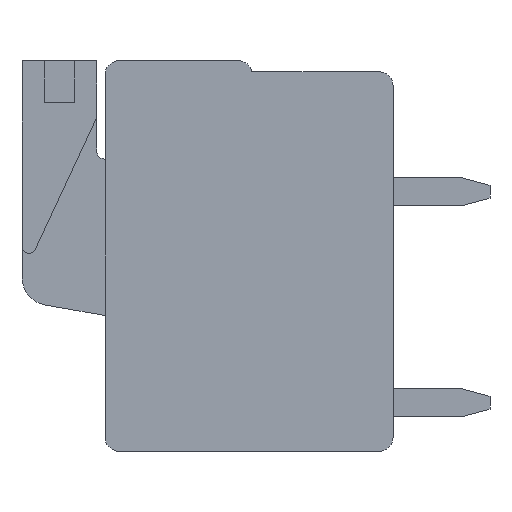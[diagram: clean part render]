
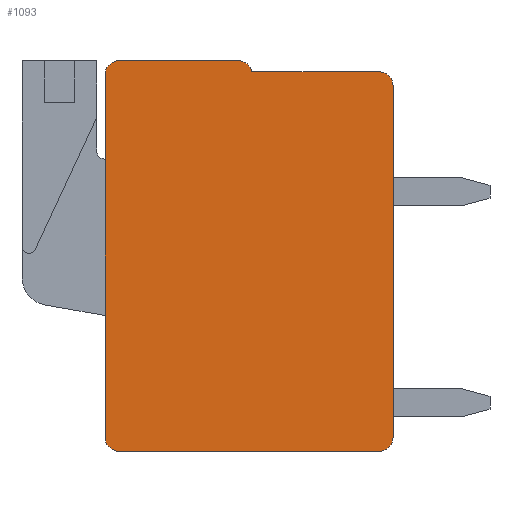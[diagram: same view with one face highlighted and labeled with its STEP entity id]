
A CAD part, left-side view. The second image highlights one B-rep face of the part: STEP entity #1093.
In plain terms, the highlighted planar face has unit normal (-1, 0, 0).
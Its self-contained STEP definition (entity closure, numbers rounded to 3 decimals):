
#551 = VECTOR ( 'NONE', #11301, 1000. ) ;
#556 = CARTESIAN_POINT ( 'NONE',  ( 0., 0.5, -13.6 ) ) ;
#1055 = DIRECTION ( 'NONE',  ( 0., 0., -1. ) ) ;
#1093 = ADVANCED_FACE ( 'NONE', ( #8462 ), #10284, .F. ) ;
#1300 = EDGE_LOOP ( 'NONE', ( #6660, #9553, #4743, #11340, #6184, #5516, #3536, #12132, #7973, #9901 ) ) ;
#1456 = LINE ( 'NONE', #8598, #5905 ) ;
#1503 = AXIS2_PLACEMENT_3D ( 'NONE', #2619, #10077, #6374 ) ;
#1665 = VERTEX_POINT ( 'NONE', #5051 ) ;
#2028 = VERTEX_POINT ( 'NONE', #9786 ) ;
#2570 = AXIS2_PLACEMENT_3D ( 'NONE', #556, #10956, #8029 ) ;
#2619 = CARTESIAN_POINT ( 'NONE',  ( 0., 0.5, -0.9 ) ) ;
#2719 = VERTEX_POINT ( 'NONE', #9680 ) ;
#2826 = CARTESIAN_POINT ( 'NONE',  ( 0., 0., 0. ) ) ;
#2918 = EDGE_CURVE ( 'NONE', #6870, #5113, #9055, .T. ) ;
#3049 = CARTESIAN_POINT ( 'NONE',  ( 0., 9.9, -13.6 ) ) ;
#3081 = DIRECTION ( 'NONE',  ( -1., 0., 0. ) ) ;
#3414 = DIRECTION ( 'NONE',  ( 0., 1., 0. ) ) ;
#3477 = DIRECTION ( 'NONE',  ( 0., -1., 0. ) ) ;
#3536 = ORIENTED_EDGE ( 'NONE', *, *, #11296, .F. ) ;
#3564 = DIRECTION ( 'NONE',  ( 0., 0., -1. ) ) ;
#3701 = CIRCLE ( 'NONE', #3902, 0.5 ) ;
#3736 = DIRECTION ( 'NONE',  ( 1., 0., 0. ) ) ;
#3902 = AXIS2_PLACEMENT_3D ( 'NONE', #9991, #5445, #3564 ) ;
#3986 = CARTESIAN_POINT ( 'NONE',  ( 0., 0.5, -14.1 ) ) ;
#4008 = CIRCLE ( 'NONE', #4753, 0.5 ) ;
#4352 = EDGE_CURVE ( 'NONE', #2028, #6870, #11640, .T. ) ;
#4424 = LINE ( 'NONE', #6522, #551 ) ;
#4504 = VERTEX_POINT ( 'NONE', #9955 ) ;
#4682 = AXIS2_PLACEMENT_3D ( 'NONE', #8732, #3081, #10615 ) ;
#4743 = ORIENTED_EDGE ( 'NONE', *, *, #9326, .F. ) ;
#4753 = AXIS2_PLACEMENT_3D ( 'NONE', #3049, #9590, #1055 ) ;
#5051 = CARTESIAN_POINT ( 'NONE',  ( 0., 5.59, 0. ) ) ;
#5066 = VERTEX_POINT ( 'NONE', #7393 ) ;
#5113 = VERTEX_POINT ( 'NONE', #9942 ) ;
#5409 = CIRCLE ( 'NONE', #2570, 0.5 ) ;
#5445 = DIRECTION ( 'NONE',  ( -1., 0., 0. ) ) ;
#5484 = CARTESIAN_POINT ( 'NONE',  ( 0., 0., -0.4 ) ) ;
#5516 = ORIENTED_EDGE ( 'NONE', *, *, #11313, .T. ) ;
#5711 = EDGE_CURVE ( 'NONE', #9443, #6305, #5409, .T. ) ;
#5905 = VECTOR ( 'NONE', #7514, 1000. ) ;
#6184 = ORIENTED_EDGE ( 'NONE', *, *, #11963, .F. ) ;
#6305 = VERTEX_POINT ( 'NONE', #6793 ) ;
#6359 = LINE ( 'NONE', #5484, #6498 ) ;
#6374 = DIRECTION ( 'NONE',  ( 0., 0., -1. ) ) ;
#6498 = VECTOR ( 'NONE', #3477, 1000. ) ;
#6522 = CARTESIAN_POINT ( 'NONE',  ( 0., 0., 0. ) ) ;
#6530 = DIRECTION ( 'NONE',  ( 0., 0., -1. ) ) ;
#6552 = VERTEX_POINT ( 'NONE', #8183 ) ;
#6575 = EDGE_CURVE ( 'NONE', #1665, #2028, #9672, .T. ) ;
#6660 = ORIENTED_EDGE ( 'NONE', *, *, #2918, .T. ) ;
#6793 = CARTESIAN_POINT ( 'NONE',  ( 0., 0., -13.6 ) ) ;
#6870 = VERTEX_POINT ( 'NONE', #11408 ) ;
#7323 = CARTESIAN_POINT ( 'NONE',  ( 0., 0., 0. ) ) ;
#7393 = CARTESIAN_POINT ( 'NONE',  ( 0., 0.5, -0.4 ) ) ;
#7514 = DIRECTION ( 'NONE',  ( 0., 1., 0. ) ) ;
#7914 = VECTOR ( 'NONE', #3414, 1000. ) ;
#7973 = ORIENTED_EDGE ( 'NONE', *, *, #6575, .T. ) ;
#8029 = DIRECTION ( 'NONE',  ( 0., 0., -1. ) ) ;
#8183 = CARTESIAN_POINT ( 'NONE',  ( 0., 5.1, -0.4 ) ) ;
#8456 = CARTESIAN_POINT ( 'NONE',  ( 0., 10.4, 0. ) ) ;
#8462 = FACE_OUTER_BOUND ( 'NONE', #1300, .T. ) ;
#8598 = CARTESIAN_POINT ( 'NONE',  ( 0., 0., -14.1 ) ) ;
#8732 = CARTESIAN_POINT ( 'NONE',  ( 0., 9.9, -0.5 ) ) ;
#8775 = EDGE_CURVE ( 'NONE', #5113, #2719, #4008, .T. ) ;
#9055 = LINE ( 'NONE', #8456, #11263 ) ;
#9112 = AXIS2_PLACEMENT_3D ( 'NONE', #2826, #3736, #6530 ) ;
#9326 = EDGE_CURVE ( 'NONE', #9443, #2719, #1456, .T. ) ;
#9402 = DIRECTION ( 'NONE',  ( 0., 0., -1. ) ) ;
#9443 = VERTEX_POINT ( 'NONE', #3986 ) ;
#9553 = ORIENTED_EDGE ( 'NONE', *, *, #8775, .T. ) ;
#9590 = DIRECTION ( 'NONE',  ( -1., 0., 0. ) ) ;
#9672 = LINE ( 'NONE', #7323, #7914 ) ;
#9680 = CARTESIAN_POINT ( 'NONE',  ( 0., 9.9, -14.1 ) ) ;
#9786 = CARTESIAN_POINT ( 'NONE',  ( 0., 9.9, 0. ) ) ;
#9901 = ORIENTED_EDGE ( 'NONE', *, *, #4352, .T. ) ;
#9942 = CARTESIAN_POINT ( 'NONE',  ( 0., 10.4, -13.6 ) ) ;
#9955 = CARTESIAN_POINT ( 'NONE',  ( 0., 0., -0.9 ) ) ;
#9991 = CARTESIAN_POINT ( 'NONE',  ( 0., 5.59, -0.5 ) ) ;
#10077 = DIRECTION ( 'NONE',  ( -1., 0., 0. ) ) ;
#10284 = PLANE ( 'NONE',  #9112 ) ;
#10615 = DIRECTION ( 'NONE',  ( 0., 0., -1. ) ) ;
#10956 = DIRECTION ( 'NONE',  ( -1., 0., 0. ) ) ;
#11263 = VECTOR ( 'NONE', #9402, 1000. ) ;
#11296 = EDGE_CURVE ( 'NONE', #6552, #5066, #6359, .T. ) ;
#11301 = DIRECTION ( 'NONE',  ( 0., 0., -1. ) ) ;
#11313 = EDGE_CURVE ( 'NONE', #4504, #5066, #11513, .T. ) ;
#11340 = ORIENTED_EDGE ( 'NONE', *, *, #5711, .T. ) ;
#11365 = EDGE_CURVE ( 'NONE', #6552, #1665, #3701, .T. ) ;
#11408 = CARTESIAN_POINT ( 'NONE',  ( 0., 10.4, -0.5 ) ) ;
#11513 = CIRCLE ( 'NONE', #1503, 0.5 ) ;
#11640 = CIRCLE ( 'NONE', #4682, 0.5 ) ;
#11963 = EDGE_CURVE ( 'NONE', #4504, #6305, #4424, .T. ) ;
#12132 = ORIENTED_EDGE ( 'NONE', *, *, #11365, .T. ) ;
